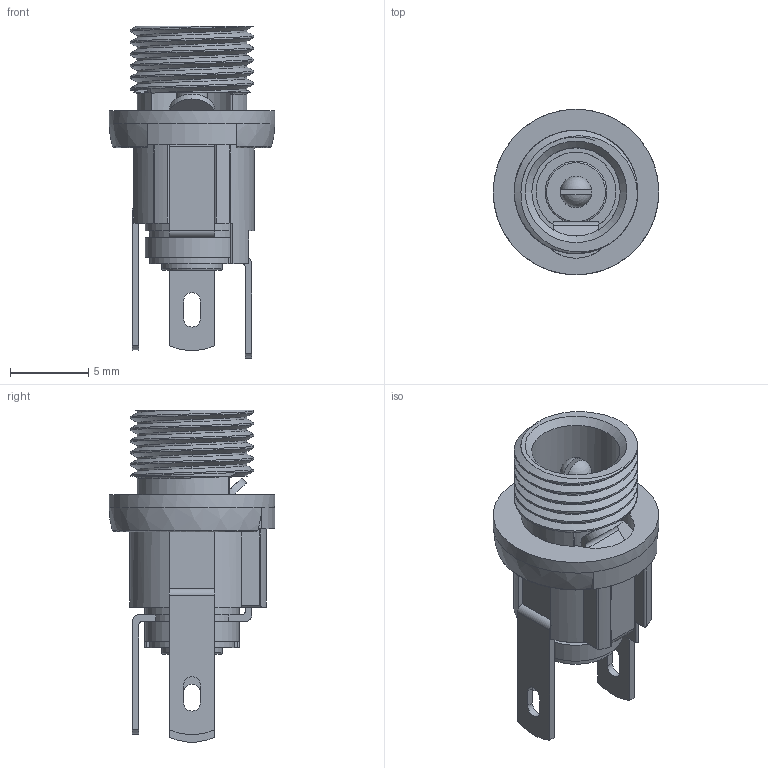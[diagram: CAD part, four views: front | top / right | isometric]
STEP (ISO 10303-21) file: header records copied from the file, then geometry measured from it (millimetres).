
FILE_DESCRIPTION(/* description */ (''),/* implementation_level */ '2;1');
FILE_NAME(/* name */ 'panel mount 5.5 x 2.1mm barrel plug.step',/* time_stamp */ '2021-01-31T14:26:02-05:00',/* author */ (''),/* organization */ (''),/* preprocessor_version */ 'ST-DEVELOPER v18.1',/* originating_system */ 'Autodesk Translation Framework v9.7.0.1280',/* authorisation */ '');
FILE_SCHEMA (('AUTOMOTIVE_DESIGN { 1 0 10303 214 3 1 1 }'));
Length unit declared in the file: millimetre
Products named in the file (5): screw in 12V plug; Casing; insulators; Positive Center; Negative parts
Assembly tree (4 placements, depth 2):
  screw in 12V plug
    Casing
    insulators
    Positive Center
    Negative parts
Bounding box: 10.61 x 10.61 x 21.27 mm (x, y, z)
Volume: 541.2 mm3; surface area: 1729.2 mm2
Topology: 8 solids, 8 shells, 181 faces, 473 edges, 313 vertices
Faces by surface type: cylinder 84, plane 79, bspline 7, torus 6, cone 3, sphere 2
Full cylindrical faces by diameter (mm): 2 x3, 2.23 x1, 2.5 x1, 2.73 x5, 3.89 x1, 3.97 x1, 5.12 x1, 5.66 x1, 5.98 x2, 7.048 x2, 7.908 x3, 8.61 x1, 10.61 x1
Entity records: 7122 total; most frequent: CARTESIAN_POINT 2415, DIRECTION 960, ORIENTED_EDGE 946, EDGE_CURVE 473, AXIS2_PLACEMENT_3D 362, VERTEX_POINT 313, LINE 236, VECTOR 236
